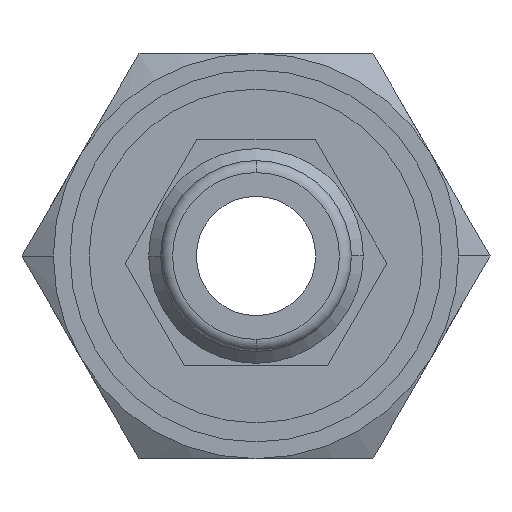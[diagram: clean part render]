
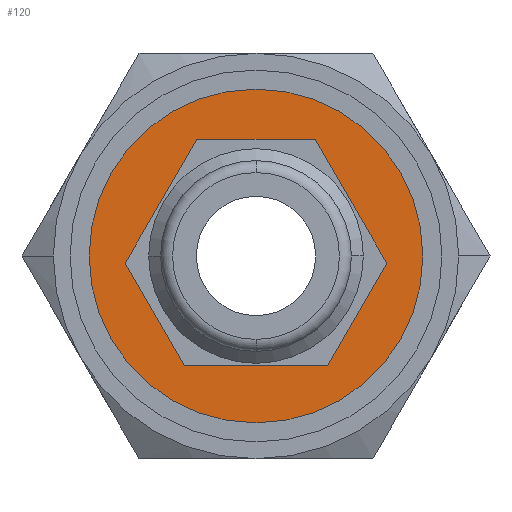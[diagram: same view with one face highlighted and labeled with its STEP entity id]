
A CAD part, front view. The second image highlights one B-rep face of the part: STEP entity #120.
In plain terms, the highlighted planar face has unit normal (0, -1, 0).
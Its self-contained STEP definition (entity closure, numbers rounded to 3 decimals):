
#120=ADVANCED_FACE('',(#281,#282),#283,.T.);
#281=FACE_OUTER_BOUND('',#488,.T.);
#282=FACE_BOUND('',#489,.T.);
#283=PLANE('',#490);
#488=EDGE_LOOP('',(#765,#766));
#489=EDGE_LOOP('',(#767,#768));
#490=AXIS2_PLACEMENT_3D('',#769,#770,#771);
#765=ORIENTED_EDGE('',*,*,#1230,.T.);
#766=ORIENTED_EDGE('',*,*,#1202,.T.);
#767=ORIENTED_EDGE('',*,*,#1245,.F.);
#768=ORIENTED_EDGE('',*,*,#1246,.F.);
#769=CARTESIAN_POINT('',(0.0,23.5,0.0));
#770=DIRECTION('',(0.0,-1.0,0.0));
#771=DIRECTION('',(-1.0,0.0,0.0));
#1202=EDGE_CURVE('',#1427,#1424,#1428,.T.);
#1230=EDGE_CURVE('',#1424,#1427,#1471,.T.);
#1245=EDGE_CURVE('',#1495,#1496,#1497,.T.);
#1246=EDGE_CURVE('',#1496,#1495,#1498,.T.);
#1424=VERTEX_POINT('',#1776);
#1427=VERTEX_POINT('',#1780);
#1428=CIRCLE('',#1781,7.0);
#1471=CIRCLE('',#1888,7.0);
#1495=VERTEX_POINT('',#1929);
#1496=VERTEX_POINT('',#1930);
#1497=CIRCLE('',#1931,4.5);
#1498=CIRCLE('',#1932,4.5);
#1776=CARTESIAN_POINT('',(7.0,23.5,0.0));
#1780=CARTESIAN_POINT('',(-7.0,23.5,0.));
#1781=AXIS2_PLACEMENT_3D('',#2291,#2292,#2293);
#1888=AXIS2_PLACEMENT_3D('',#2324,#2325,#2326);
#1929=CARTESIAN_POINT('',(-4.5,23.5,0.));
#1930=CARTESIAN_POINT('',(4.5,23.5,0.));
#1931=AXIS2_PLACEMENT_3D('',#2342,#2343,#2344);
#1932=AXIS2_PLACEMENT_3D('',#2345,#2346,#2347);
#2291=CARTESIAN_POINT('',(0.0,23.5,0.0));
#2292=DIRECTION('',(0.0,-1.0,0.0));
#2293=DIRECTION('',(1.0,0.0,0.0));
#2324=CARTESIAN_POINT('',(0.0,23.5,0.0));
#2325=DIRECTION('',(0.0,-1.0,0.0));
#2326=DIRECTION('',(1.0,0.0,0.0));
#2342=CARTESIAN_POINT('',(0.0,23.5,0.0));
#2343=DIRECTION('',(0.0,-1.0,0.0));
#2344=DIRECTION('',(1.0,0.0,0.0));
#2345=CARTESIAN_POINT('',(0.0,23.5,0.0));
#2346=DIRECTION('',(0.0,-1.0,0.0));
#2347=DIRECTION('',(1.0,0.0,0.0));
